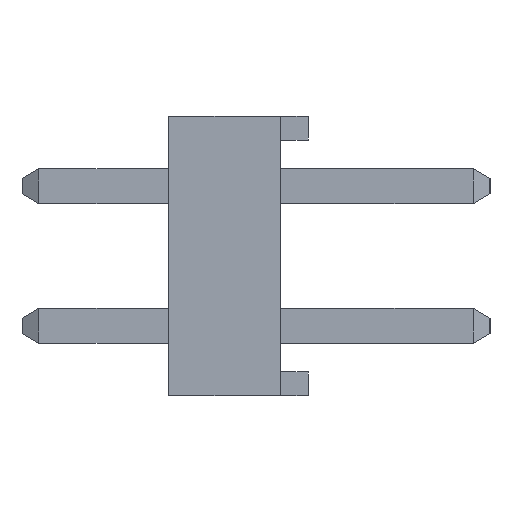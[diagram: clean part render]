
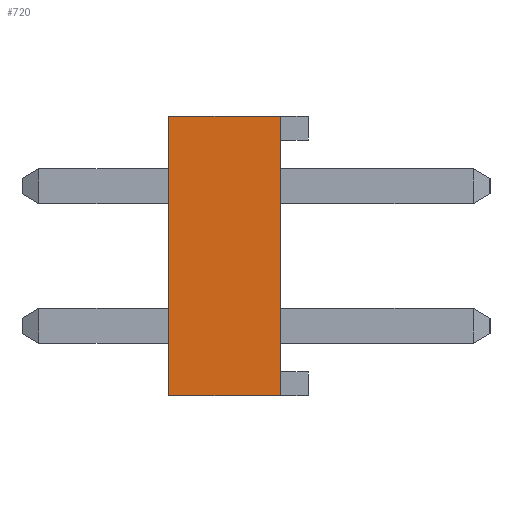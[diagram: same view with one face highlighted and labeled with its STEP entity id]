
A CAD part, left-side view. The second image highlights one B-rep face of the part: STEP entity #720.
In plain terms, the highlighted planar face has unit normal (-1, 0, 0).
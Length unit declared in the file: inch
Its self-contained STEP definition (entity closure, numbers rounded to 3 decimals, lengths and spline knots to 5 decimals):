
#720 = ADVANCED_FACE( '', ( #1951 ), #1952, .F. );
#1951 = FACE_OUTER_BOUND( '', #3749, .T. );
#1952 = PLANE( '', #3750 );
#3749 = EDGE_LOOP( '', ( #5778, #5779, #5780, #5781 ) );
#3750 = AXIS2_PLACEMENT_3D( '', #5782, #5783, #5784 );
#5778 = ORIENTED_EDGE( '', *, *, #10754, .F. );
#5779 = ORIENTED_EDGE( '', *, *, #10830, .F. );
#5780 = ORIENTED_EDGE( '', *, *, #10831, .F. );
#5781 = ORIENTED_EDGE( '', *, *, #10832, .T. );
#5782 = CARTESIAN_POINT( '', ( -0.35, 0.1, -0.1 ) );
#5783 = DIRECTION( '', ( 1., 0., 0. ) );
#5784 = DIRECTION( '', ( 0., 0., -1. ) );
#10754 = EDGE_CURVE( '', #12897, #12899, #12900, .T. );
#10830 = EDGE_CURVE( '', #13032, #12897, #13033, .T. );
#10831 = EDGE_CURVE( '', #13034, #13032, #13035, .T. );
#10832 = EDGE_CURVE( '', #13034, #12899, #13036, .T. );
#12897 = VERTEX_POINT( '', #15926 );
#12899 = VERTEX_POINT( '', #15929 );
#12900 = LINE( '', #15930, #15931 );
#13032 = VERTEX_POINT( '', #16124 );
#13033 = LINE( '', #16125, #16126 );
#13034 = VERTEX_POINT( '', #16127 );
#13035 = LINE( '', #16128, #16129 );
#13036 = LINE( '', #16130, #16131 );
#15926 = CARTESIAN_POINT( '', ( -0.35, 0.02, 0.1 ) );
#15929 = CARTESIAN_POINT( '', ( -0.35, 0.02, -0.1 ) );
#15930 = CARTESIAN_POINT( '', ( -0.35, 0.02, -0.1 ) );
#15931 = VECTOR( '', #19960, 39.37008 );
#16124 = CARTESIAN_POINT( '', ( -0.35, 0.1, 0.1 ) );
#16125 = CARTESIAN_POINT( '', ( -0.35, 0.1, 0.1 ) );
#16126 = VECTOR( '', #20022, 39.37008 );
#16127 = CARTESIAN_POINT( '', ( -0.35, 0.1, -0.1 ) );
#16128 = CARTESIAN_POINT( '', ( -0.35, 0.1, -0.1 ) );
#16129 = VECTOR( '', #20023, 39.37008 );
#16130 = CARTESIAN_POINT( '', ( -0.35, 0.1, -0.1 ) );
#16131 = VECTOR( '', #20024, 39.37008 );
#19960 = DIRECTION( '', ( 0., 0., -1. ) );
#20022 = DIRECTION( '', ( 0., -1., 0. ) );
#20023 = DIRECTION( '', ( 0., 0., 1. ) );
#20024 = DIRECTION( '', ( 0., -1., 0. ) );
